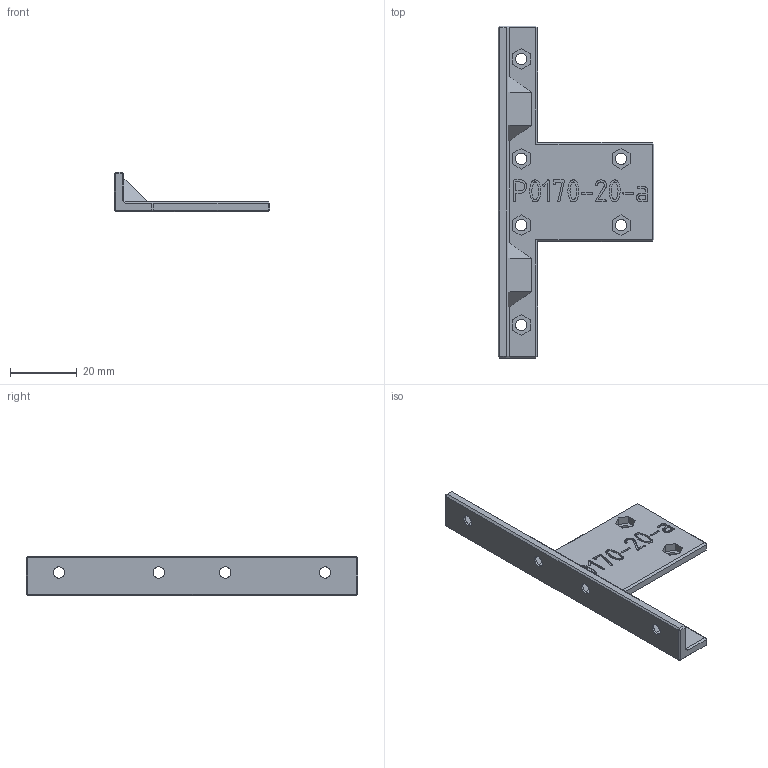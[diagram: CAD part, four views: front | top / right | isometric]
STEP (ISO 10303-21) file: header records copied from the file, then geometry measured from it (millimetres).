
FILE_DESCRIPTION(('FreeCAD Model'),'2;1');
FILE_NAME('Open CASCADE Shape Model','2023-10-15T10:44:22',(''),(''), 'Open CASCADE STEP processor 7.6','FreeCAD','Unknown');
FILE_SCHEMA(('AUTOMOTIVE_DESIGN { 1 0 10303 214 1 1 1 1 }'));
Length unit declared in the file: millimetre
Products named in the file (1): Pocket068
Bounding box: 46.9 x 99.8 x 11.9 mm (x, y, z)
Volume: 9229.4 mm3; surface area: 7294.2 mm2
Topology: 1 solids, 1 shells, 331 faces, 862 edges, 558 vertices
Faces by surface type: plane 175, extrusion 146, cylinder 10
Full cylindrical faces by diameter (mm): 3.4 x10
Entity records: 21434 total; most frequent: CARTESIAN_POINT 4992, DIRECTION 2514, VECTOR 2088, LINE 1942, ORIENTED_EDGE 1724, PCURVE 1724, DEFINITIONAL_REPRESENTATION 1724, EDGE_CURVE 862
